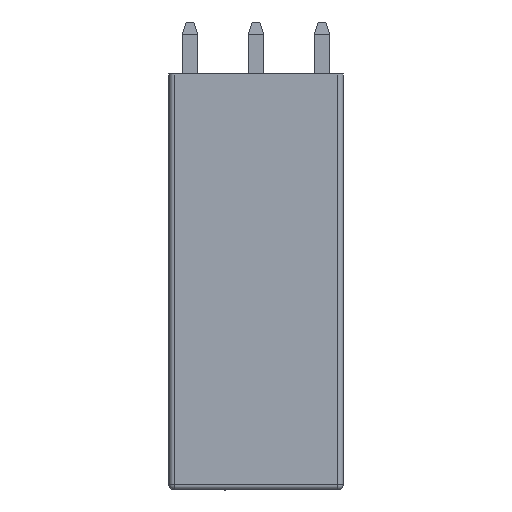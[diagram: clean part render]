
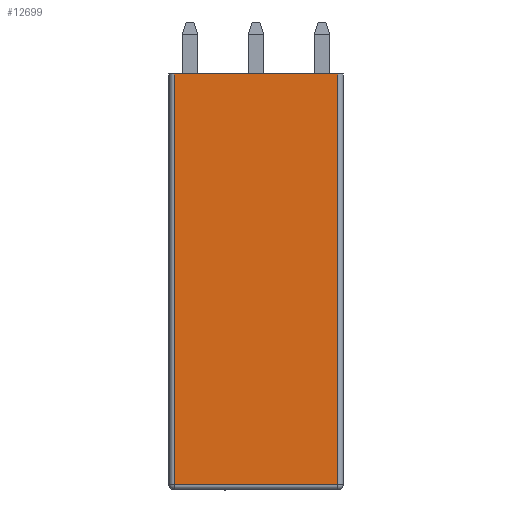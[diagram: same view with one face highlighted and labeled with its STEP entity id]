
A CAD part, front view. The second image highlights one B-rep face of the part: STEP entity #12699.
In plain terms, the highlighted planar face has unit normal (0, -1, 0).
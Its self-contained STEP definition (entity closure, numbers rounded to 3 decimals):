
#2838=DIRECTION('',(0.,0.,1.));
#2839=VECTOR('',#2838,31.6);
#2840=CARTESIAN_POINT('',(6.3,-111.4,-15.6));
#2841=LINE('',#2840,#2839);
#2842=DIRECTION('',(1.,0.,0.));
#2843=VECTOR('',#2842,12.6);
#2844=CARTESIAN_POINT('',(-6.3,-111.4,-15.6));
#2845=LINE('',#2844,#2843);
#2846=DIRECTION('',(0.,0.,-1.));
#2847=VECTOR('',#2846,31.6);
#2848=CARTESIAN_POINT('',(-6.3,-111.4,16.));
#2849=LINE('',#2848,#2847);
#2850=DIRECTION('',(1.,0.,0.));
#2851=VECTOR('',#2850,12.6);
#2852=CARTESIAN_POINT('',(-6.3,-111.4,16.));
#2853=LINE('',#2852,#2851);
#8092=CARTESIAN_POINT('',(6.3,-111.4,16.));
#8094=VERTEX_POINT('',#8092);
#8098=CARTESIAN_POINT('',(6.3,-111.4,-15.6));
#8099=VERTEX_POINT('',#8098);
#8102=CARTESIAN_POINT('',(-6.3,-111.4,-15.6));
#8103=VERTEX_POINT('',#8102);
#8109=CARTESIAN_POINT('',(-6.3,-111.4,16.));
#8111=VERTEX_POINT('',#8109);
#12686=CARTESIAN_POINT('',(0.,-111.4,0.));
#12687=DIRECTION('',(0.,1.,0.));
#12688=DIRECTION('',(1.,0.,0.));
#12689=AXIS2_PLACEMENT_3D('',#12686,#12687,#12688);
#12690=PLANE('',#12689);
#12692=ORIENTED_EDGE('',*,*,#12691,.F.);
#12694=ORIENTED_EDGE('',*,*,#12693,.F.);
#12695=ORIENTED_EDGE('',*,*,#12678,.F.);
#12696=ORIENTED_EDGE('',*,*,#8119,.T.);
#12697=EDGE_LOOP('',(#12692,#12694,#12695,#12696));
#12698=FACE_OUTER_BOUND('',#12697,.F.);
#8119=EDGE_CURVE('',#8111,#8094,#2853,.T.);
#12678=EDGE_CURVE('',#8111,#8103,#2849,.T.);
#12691=EDGE_CURVE('',#8099,#8094,#2841,.T.);
#12693=EDGE_CURVE('',#8103,#8099,#2845,.T.);
#12699=ADVANCED_FACE('',(#12698),#12690,.F.);
